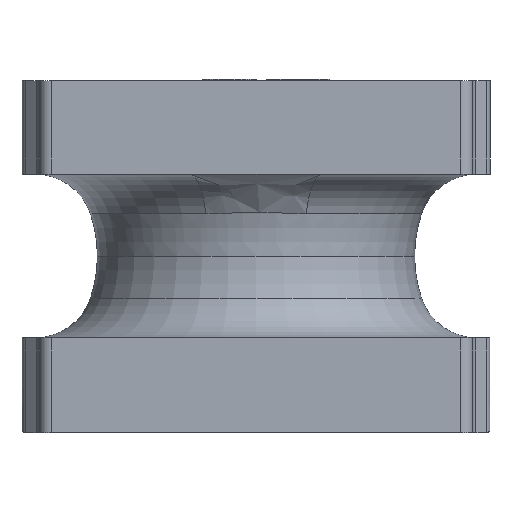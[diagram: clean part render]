
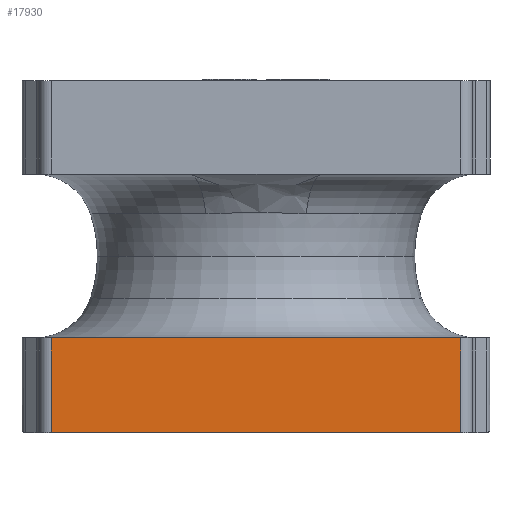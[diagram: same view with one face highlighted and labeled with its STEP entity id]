
A CAD part, front view. The second image highlights one B-rep face of the part: STEP entity #17930.
In plain terms, the highlighted planar face has unit normal (0, -1, 0).
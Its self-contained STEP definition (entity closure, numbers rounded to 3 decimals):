
#121 = VECTOR ( 'NONE', #11037, 1000. ) ;
#819 = VERTEX_POINT ( 'NONE', #2014 ) ;
#934 = ORIENTED_EDGE ( 'NONE', *, *, #17828, .F. ) ;
#1292 = CARTESIAN_POINT ( 'NONE',  ( 0., -2., 0.8 ) ) ;
#2014 = CARTESIAN_POINT ( 'NONE',  ( -1.75, -2., -0.01 ) ) ;
#2185 = CARTESIAN_POINT ( 'NONE',  ( -1.75, -2., 0.8 ) ) ;
#2584 = CARTESIAN_POINT ( 'NONE',  ( 0., -2., 0.8 ) ) ;
#2627 = LINE ( 'NONE', #13129, #6231 ) ;
#3624 = EDGE_CURVE ( 'NONE', #12666, #13399, #2627, .T. ) ;
#5064 = LINE ( 'NONE', #2185, #121 ) ;
#5445 = EDGE_CURVE ( 'NONE', #9117, #819, #5064, .T. ) ;
#5829 = FACE_OUTER_BOUND ( 'NONE', #14173, .T. ) ;
#5925 = DIRECTION ( 'NONE',  ( 0., 1., 0. ) ) ;
#6231 = VECTOR ( 'NONE', #14406, 1000. ) ;
#7082 = ORIENTED_EDGE ( 'NONE', *, *, #3624, .F. ) ;
#7954 = ORIENTED_EDGE ( 'NONE', *, *, #11213, .F. ) ;
#8042 = CARTESIAN_POINT ( 'NONE',  ( -1.75, -2., -0.01 ) ) ;
#8054 = AXIS2_PLACEMENT_3D ( 'NONE', #1292, #5925, #10331 ) ;
#9117 = VERTEX_POINT ( 'NONE', #11606 ) ;
#9550 = VECTOR ( 'NONE', #15489, 1000. ) ;
#10331 = DIRECTION ( 'NONE',  ( 0., 0., 1. ) ) ;
#10420 = PLANE ( 'NONE',  #8054 ) ;
#11037 = DIRECTION ( 'NONE',  ( 0., 0., -1. ) ) ;
#11213 = EDGE_CURVE ( 'NONE', #13399, #819, #14035, .T. ) ;
#11606 = CARTESIAN_POINT ( 'NONE',  ( -1.75, -2., 0.8 ) ) ;
#12409 = CARTESIAN_POINT ( 'NONE',  ( 1.75, -2., -0.01 ) ) ;
#12666 = VERTEX_POINT ( 'NONE', #12903 ) ;
#12903 = CARTESIAN_POINT ( 'NONE',  ( 1.75, -2., 0.8 ) ) ;
#13129 = CARTESIAN_POINT ( 'NONE',  ( 1.75, -2., 0.8 ) ) ;
#13399 = VERTEX_POINT ( 'NONE', #12409 ) ;
#14014 = VECTOR ( 'NONE', #18794, 1000. ) ;
#14035 = LINE ( 'NONE', #8042, #9550 ) ;
#14173 = EDGE_LOOP ( 'NONE', ( #16379, #7954, #7082, #934 ) ) ;
#14406 = DIRECTION ( 'NONE',  ( 0., 0., -1. ) ) ;
#15489 = DIRECTION ( 'NONE',  ( -1., 0., 0. ) ) ;
#16379 = ORIENTED_EDGE ( 'NONE', *, *, #5445, .T. ) ;
#17715 = LINE ( 'NONE', #2584, #14014 ) ;
#17828 = EDGE_CURVE ( 'NONE', #9117, #12666, #17715, .T. ) ;
#17930 = ADVANCED_FACE ( 'NONE', ( #5829 ), #10420, .F. ) ;
#18794 = DIRECTION ( 'NONE',  ( 1., 0., 0. ) ) ;
